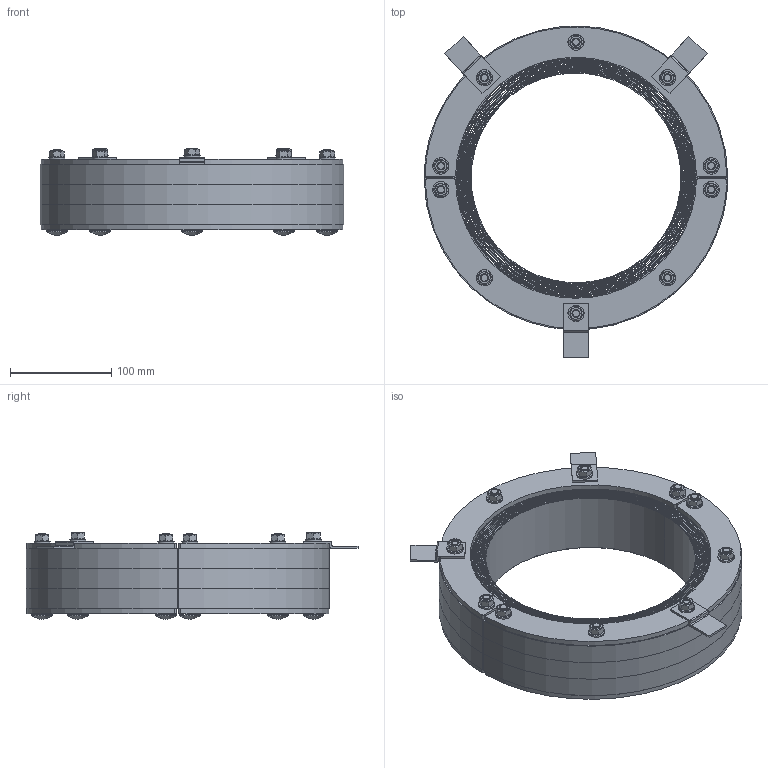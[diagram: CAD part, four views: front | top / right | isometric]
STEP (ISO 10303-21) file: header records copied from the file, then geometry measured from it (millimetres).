
FILE_DESCRIPTION((''),'2;1');
FILE_NAME('RS300.stp','2009-08-14T11:19:52',('JE BOHLIN'),('Roxtec International AB'),'Mechanical Desktop 2005','Mechanical Desktop 2005',', , ');
FILE_SCHEMA(('CONFIG_CONTROL_DESIGN'));
Length unit declared in the file: millimetre
Products named in the file (11): RS300; COMPLETE_HALF; RUBBER; FITTING; MDM_BLUE; BOLTS&NUTS; CUP HEAD SQUARE NECK BOLT - DIN 603 - M8 X 80; WASHER - ISO 7089 - 8 - 140 HV; HEX NUT - ISO 4032 - M8; BOLTS; FLANGE
Assembly tree (34 placements, depth 4):
  RS300
    COMPLETE_HALF  x2
      RUBBER
      FITTING
      MDM_BLUE
      BOLTS&NUTS
        CUP HEAD SQUARE NECK BOLT - DIN 603 - M8 X 80  x5
        WASHER - ISO 7089 - 8 - 140 HV  x2
        HEX NUT - ISO 4032 - M8  x2
    BOLTS
      WASHER - ISO 7089 - 8 - 140 HV  x6
      HEX NUT - ISO 4032 - M8  x6
    FLANGE  x3
Bounding box: 300 x 327.94 x 85.87 mm (x, y, z)
Surface area: 1210669.6 mm2 (no closed solid volume)
Topology: 0 solids, 0 shells, 998 faces, 4936 edges, 4936 vertices
Faces by surface type: bspline 998
Entity records: 9419 total; most frequent: CARTESIAN_POINT 6231, COMPOSITE_CURVE_SEGMENT 982, QUASI_UNIFORM_CURVE 858, PCURVE 410, OUTER_BOUNDARY_CURVE 199, CURVE_BOUNDED_SURFACE 199, QUASI_UNIFORM_SURFACE 95, DIRECTION 70
